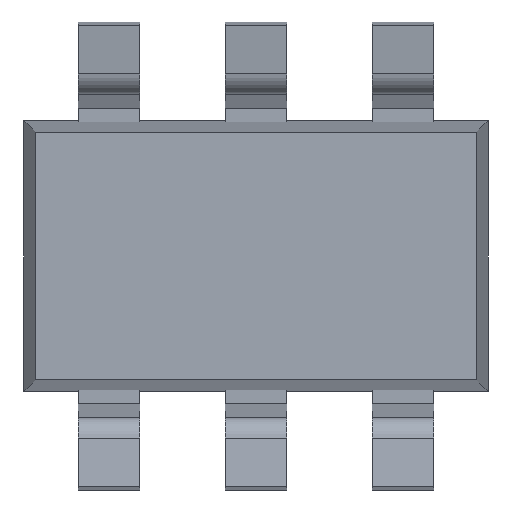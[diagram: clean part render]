
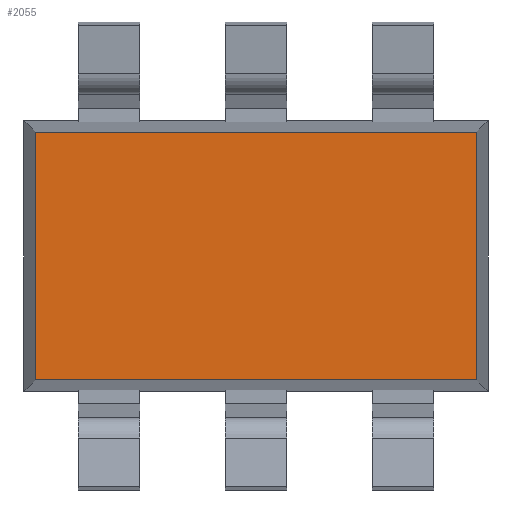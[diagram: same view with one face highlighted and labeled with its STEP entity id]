
A CAD part, front view. The second image highlights one B-rep face of the part: STEP entity #2055.
In plain terms, the highlighted planar face has unit normal (0, -1, 0).
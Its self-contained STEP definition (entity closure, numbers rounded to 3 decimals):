
#45 = AXIS2_PLACEMENT_3D ( 'NONE', #822, #785, #1309 ) ;
#126 = DIRECTION ( 'NONE',  ( 1., 0., 0. ) ) ;
#225 = DIRECTION ( 'NONE',  ( 0., 0., 1. ) ) ;
#261 = ORIENTED_EDGE ( 'NONE', *, *, #1901, .T. ) ;
#263 = CARTESIAN_POINT ( 'NONE',  ( 1.426, -0.85, -0.801 ) ) ;
#282 = VECTOR ( 'NONE', #225, 1000. ) ;
#291 = LINE ( 'NONE', #947, #461 ) ;
#361 = VERTEX_POINT ( 'NONE', #1001 ) ;
#364 = DIRECTION ( 'NONE',  ( 0., 0., -1. ) ) ;
#391 = LINE ( 'NONE', #1710, #282 ) ;
#448 = DIRECTION ( 'NONE',  ( -1., 0., 0. ) ) ;
#461 = VECTOR ( 'NONE', #126, 1000. ) ;
#667 = FACE_OUTER_BOUND ( 'NONE', #1117, .T. ) ;
#702 = LINE ( 'NONE', #1368, #1805 ) ;
#755 = CARTESIAN_POINT ( 'NONE',  ( 1.426, -0.85, 0.801 ) ) ;
#785 = DIRECTION ( 'NONE',  ( 0., -1., 0. ) ) ;
#822 = CARTESIAN_POINT ( 'NONE',  ( 0., -0.85, 0. ) ) ;
#914 = LINE ( 'NONE', #934, #933 ) ;
#933 = VECTOR ( 'NONE', #448, 1000. ) ;
#934 = CARTESIAN_POINT ( 'NONE',  ( 1.5, -0.85, 0.801 ) ) ;
#947 = CARTESIAN_POINT ( 'NONE',  ( -1.5, -0.85, -0.801 ) ) ;
#977 = CARTESIAN_POINT ( 'NONE',  ( -1.426, -0.85, -0.801 ) ) ;
#983 = VERTEX_POINT ( 'NONE', #977 ) ;
#1001 = CARTESIAN_POINT ( 'NONE',  ( -1.426, -0.85, 0.801 ) ) ;
#1117 = EDGE_LOOP ( 'NONE', ( #1643, #261, #1818, #1816 ) ) ;
#1145 = EDGE_CURVE ( 'NONE', #361, #983, #702, .T. ) ;
#1263 = PLANE ( 'NONE',  #45 ) ;
#1309 = DIRECTION ( 'NONE',  ( 0., 0., -1. ) ) ;
#1337 = EDGE_CURVE ( 'NONE', #1987, #361, #914, .T. ) ;
#1362 = VERTEX_POINT ( 'NONE', #263 ) ;
#1368 = CARTESIAN_POINT ( 'NONE',  ( -1.426, -0.85, 0.875 ) ) ;
#1643 = ORIENTED_EDGE ( 'NONE', *, *, #1648, .T. ) ;
#1648 = EDGE_CURVE ( 'NONE', #983, #1362, #291, .T. ) ;
#1710 = CARTESIAN_POINT ( 'NONE',  ( 1.426, -0.85, -0.875 ) ) ;
#1805 = VECTOR ( 'NONE', #364, 1000. ) ;
#1816 = ORIENTED_EDGE ( 'NONE', *, *, #1145, .T. ) ;
#1818 = ORIENTED_EDGE ( 'NONE', *, *, #1337, .T. ) ;
#1901 = EDGE_CURVE ( 'NONE', #1362, #1987, #391, .T. ) ;
#1987 = VERTEX_POINT ( 'NONE', #755 ) ;
#2055 = ADVANCED_FACE ( 'NONE', ( #667 ), #1263, .T. ) ;
